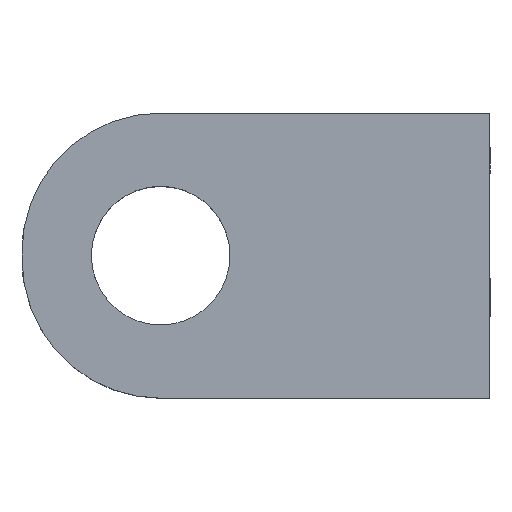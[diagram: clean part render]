
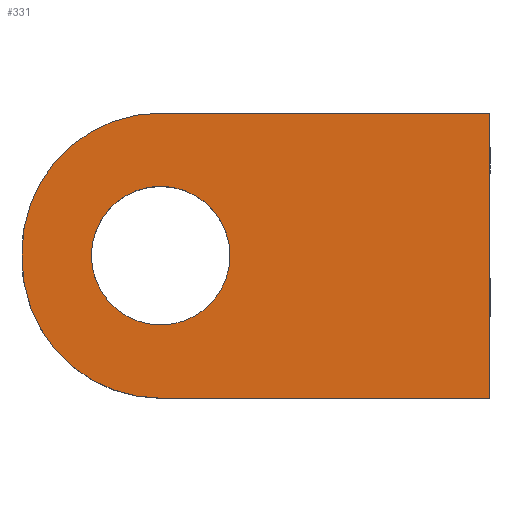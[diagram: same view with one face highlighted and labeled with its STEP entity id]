
A CAD part, top view. The second image highlights one B-rep face of the part: STEP entity #331.
In plain terms, the highlighted planar face has unit normal (0, 0, 1).
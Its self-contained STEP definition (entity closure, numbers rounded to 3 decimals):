
#19=FACE_BOUND('',#64,.T.);
#29=PLANE('',#383);
#43=FACE_OUTER_BOUND('',#63,.T.);
#63=EDGE_LOOP('',(#291,#292,#293,#294,#295,#296));
#64=EDGE_LOOP('',(#297));
#75=LINE('',#577,#102);
#82=LINE('',#603,#109);
#90=LINE('',#620,#117);
#94=LINE('',#634,#121);
#102=VECTOR('',#408,10.);
#109=VECTOR('',#435,10.);
#117=VECTOR('',#449,10.);
#121=VECTOR('',#467,19.152);
#132=CIRCLE('',#372,8.);
#133=CIRCLE('',#375,8.);
#136=CIRCLE('',#382,4.);
#152=VERTEX_POINT('',#574);
#153=VERTEX_POINT('',#576);
#161=VERTEX_POINT('',#598);
#162=VERTEX_POINT('',#602);
#165=VERTEX_POINT('',#610);
#168=VERTEX_POINT('',#618);
#171=VERTEX_POINT('',#630);
#186=EDGE_CURVE('',#152,#153,#75,.T.);
#197=EDGE_CURVE('',#153,#161,#132,.T.);
#199=EDGE_CURVE('',#162,#161,#82,.T.);
#204=EDGE_CURVE('',#165,#152,#133,.T.);
#208=EDGE_CURVE('',#168,#165,#90,.T.);
#213=EDGE_CURVE('',#171,#171,#136,.T.);
#215=EDGE_CURVE('',#168,#162,#94,.T.);
#291=ORIENTED_EDGE('',*,*,#197,.F.);
#292=ORIENTED_EDGE('',*,*,#186,.F.);
#293=ORIENTED_EDGE('',*,*,#204,.F.);
#294=ORIENTED_EDGE('',*,*,#208,.F.);
#295=ORIENTED_EDGE('',*,*,#215,.T.);
#296=ORIENTED_EDGE('',*,*,#199,.T.);
#297=ORIENTED_EDGE('',*,*,#213,.T.);
#331=ADVANCED_FACE('',(#43,#19),#29,.T.);
#372=AXIS2_PLACEMENT_3D('',#599,#430,#431);
#375=AXIS2_PLACEMENT_3D('',#612,#442,#443);
#382=AXIS2_PLACEMENT_3D('',#631,#462,#463);
#383=AXIS2_PLACEMENT_3D('',#633,#465,#466);
#408=DIRECTION('',(0.,1.,0.));
#430=DIRECTION('center_axis',(0.,0.,-1.));
#431=DIRECTION('ref_axis',(-0.707,0.707,0.));
#435=DIRECTION('',(-1.,0.,0.));
#442=DIRECTION('center_axis',(0.,0.,-1.));
#443=DIRECTION('ref_axis',(-0.707,-0.707,0.));
#449=DIRECTION('',(-1.,0.,0.));
#462=DIRECTION('center_axis',(0.,0.,-1.));
#463=DIRECTION('ref_axis',(-1.,0.,0.));
#465=DIRECTION('center_axis',(0.,0.,
1.));
#466=DIRECTION('ref_axis',(0.707,0.707,0.));
#467=DIRECTION('',(0.,1.,0.));
#574=CARTESIAN_POINT('',(30.68,-58.716,18.727));
#576=CARTESIAN_POINT('',(30.68,-58.266,18.727));
#577=CARTESIAN_POINT('',(30.68,-50.266,18.727));
#598=CARTESIAN_POINT('',(38.68,-50.266,18.727));
#599=CARTESIAN_POINT('Origin',(38.68,-58.266,18.727));
#602=CARTESIAN_POINT('',(57.68,-50.266,18.727));
#603=CARTESIAN_POINT('',(50.68,-50.266,18.727));
#610=CARTESIAN_POINT('',(38.68,-66.716,18.727));
#612=CARTESIAN_POINT('Origin',(38.68,-58.716,18.727));
#618=CARTESIAN_POINT('',(57.68,-66.716,18.727));
#620=CARTESIAN_POINT('',(50.68,-66.716,18.727));
#630=CARTESIAN_POINT('',(42.68,-58.491,18.727));
#631=CARTESIAN_POINT('Origin',(38.68,-58.491,18.727));
#633=CARTESIAN_POINT('Origin',(50.68,-47.266,18.727));
#634=CARTESIAN_POINT('',(57.68,-47.266,18.727));
